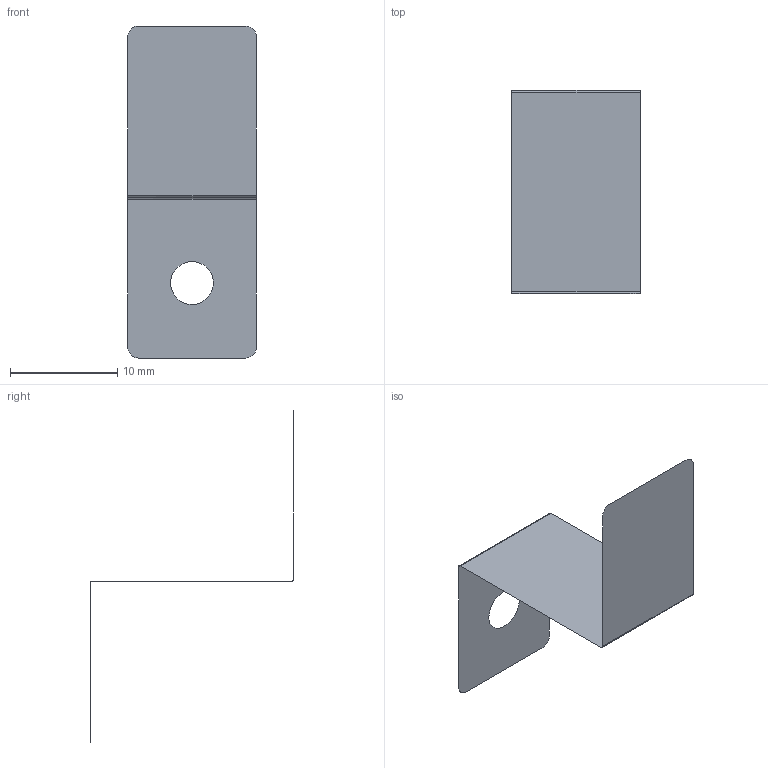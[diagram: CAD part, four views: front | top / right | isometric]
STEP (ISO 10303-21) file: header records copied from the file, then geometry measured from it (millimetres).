
FILE_DESCRIPTION(/* description */ (''),/* implementation_level */ '2;1');
FILE_NAME(/* name */ 'PATTE-~2',/* time_stamp */ '2024-03-06T23:29:02+01:00',/* author */ (''),/* organization */ (''),/* preprocessor_version */ 'ST-DEVELOPER v16.5',/* originating_system */ '',/* authorisation */ '');
FILE_SCHEMA (('CONFIG_CONTROL_DESIGN'));
Length unit declared in the file: millimetre
Products named in the file (1): Document
Bounding box: 12 x 19 x 31 mm (x, y, z)
Surface area: 584.5 mm2 (no closed solid volume)
Topology: 0 solids, 1 shells, 5 faces, 21 edges, 17 vertices
Faces by surface type: plane 3, cylinder 2
Entity records: 292 total; most frequent: CARTESIAN_POINT 93, ORIENTED_EDGE 25, EDGE_CURVE 21, VERTEX_POINT 17, B_SPLINE_CURVE_WITH_KNOTS 12, DIRECTION 9, ORGANIZATION 7, PERSON_AND_ORGANIZATION 7
